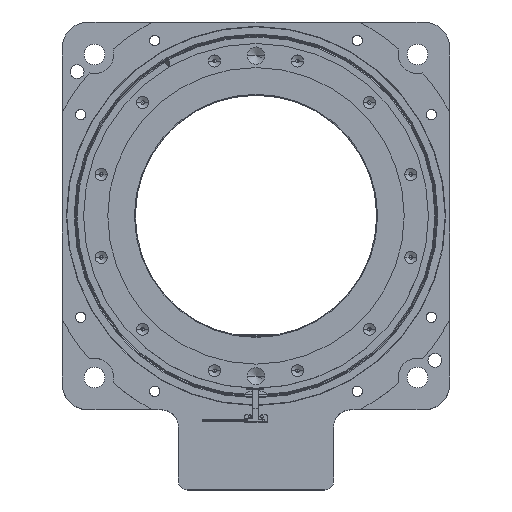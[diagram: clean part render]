
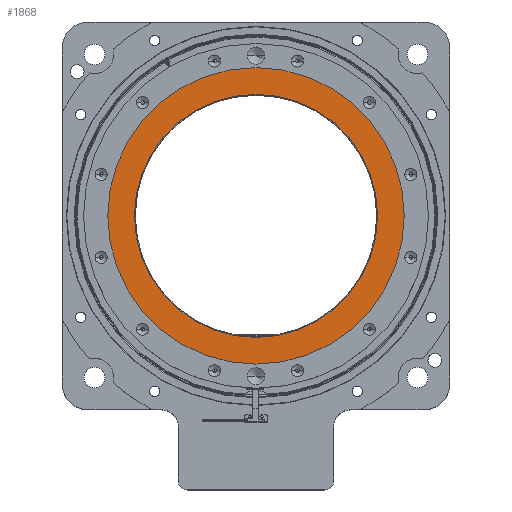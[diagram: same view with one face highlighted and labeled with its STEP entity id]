
A CAD part, top view. The second image highlights one B-rep face of the part: STEP entity #1868.
In plain terms, the highlighted planar face has unit normal (0, 0, 1).
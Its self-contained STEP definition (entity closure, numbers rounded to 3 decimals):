
#1728 = AXIS2_PLACEMENT_3D ( 'NONE', #21279, #7008, #23910 ) ;
#1868 = ADVANCED_FACE ( 'NONE', ( #12146, #12695 ), #24151, .F. ) ;
#3076 = DIRECTION ( 'NONE',  ( 0., 0., -1. ) ) ;
#3449 = AXIS2_PLACEMENT_3D ( 'NONE', #5911, #3076, #5166 ) ;
#3863 = DIRECTION ( 'NONE',  ( 0., 0., -1. ) ) ;
#3896 = AXIS2_PLACEMENT_3D ( 'NONE', #6683, #3863, #26598 ) ;
#4048 = CARTESIAN_POINT ( 'NONE',  ( -70.5, 122.11, 122. ) ) ;
#5007 = CIRCLE ( 'NONE', #35048, 172. ) ;
#5166 = DIRECTION ( 'NONE',  ( 0.5, -0.866, 0. ) ) ;
#5911 = CARTESIAN_POINT ( 'NONE',  ( 0., 0., 122. ) ) ;
#6683 = CARTESIAN_POINT ( 'NONE',  ( 148.956, 86., 122. ) ) ;
#6806 = ORIENTED_EDGE ( 'NONE', *, *, #22195, .T. ) ;
#7008 = DIRECTION ( 'NONE',  ( 0., 0., -1. ) ) ;
#7029 = EDGE_CURVE ( 'NONE', #12904, #28642, #26879, .T. ) ;
#7974 = CARTESIAN_POINT ( 'NONE',  ( -86., 148.956, 122. ) ) ;
#11135 = EDGE_CURVE ( 'NONE', #28642, #12904, #5007, .T. ) ;
#11238 = DIRECTION ( 'NONE',  ( 0.5, -0.866, 0. ) ) ;
#11983 = CARTESIAN_POINT ( 'NONE',  ( 0., 0., 122. ) ) ;
#12146 = FACE_OUTER_BOUND ( 'NONE', #30093, .T. ) ;
#12695 = FACE_BOUND ( 'NONE', #18459, .T. ) ;
#12807 = CIRCLE ( 'NONE', #30235, 141. ) ;
#12904 = VERTEX_POINT ( 'NONE', #7974 ) ;
#13731 = CIRCLE ( 'NONE', #1728, 141. ) ;
#13882 = ORIENTED_EDGE ( 'NONE', *, *, #25527, .T. ) ;
#17091 = DIRECTION ( 'NONE',  ( 0., 0., -1. ) ) ;
#18459 = EDGE_LOOP ( 'NONE', ( #6806, #13882 ) ) ;
#20405 = ORIENTED_EDGE ( 'NONE', *, *, #11135, .F. ) ;
#21279 = CARTESIAN_POINT ( 'NONE',  ( 0., 0., 122. ) ) ;
#22195 = EDGE_CURVE ( 'NONE', #29402, #29054, #13731, .T. ) ;
#23910 = DIRECTION ( 'NONE',  ( 0.5, -0.866, 0. ) ) ;
#24151 = PLANE ( 'NONE',  #3896 ) ;
#25527 = EDGE_CURVE ( 'NONE', #29054, #29402, #12807, .T. ) ;
#26598 = DIRECTION ( 'NONE',  ( 0., -1., 0. ) ) ;
#26879 = CIRCLE ( 'NONE', #3449, 172. ) ;
#27166 = CARTESIAN_POINT ( 'NONE',  ( 0., 0., 122. ) ) ;
#28642 = VERTEX_POINT ( 'NONE', #30492 ) ;
#29054 = VERTEX_POINT ( 'NONE', #4048 ) ;
#29402 = VERTEX_POINT ( 'NONE', #32046 ) ;
#30093 = EDGE_LOOP ( 'NONE', ( #20405, #34780 ) ) ;
#30235 = AXIS2_PLACEMENT_3D ( 'NONE', #27166, #33007, #32638 ) ;
#30492 = CARTESIAN_POINT ( 'NONE',  ( 86., -148.956, 122. ) ) ;
#32046 = CARTESIAN_POINT ( 'NONE',  ( 70.5, -122.11, 122. ) ) ;
#32638 = DIRECTION ( 'NONE',  ( 0.5, -0.866, 0. ) ) ;
#33007 = DIRECTION ( 'NONE',  ( 0., 0., -1. ) ) ;
#34780 = ORIENTED_EDGE ( 'NONE', *, *, #7029, .F. ) ;
#35048 = AXIS2_PLACEMENT_3D ( 'NONE', #11983, #17091, #11238 ) ;
